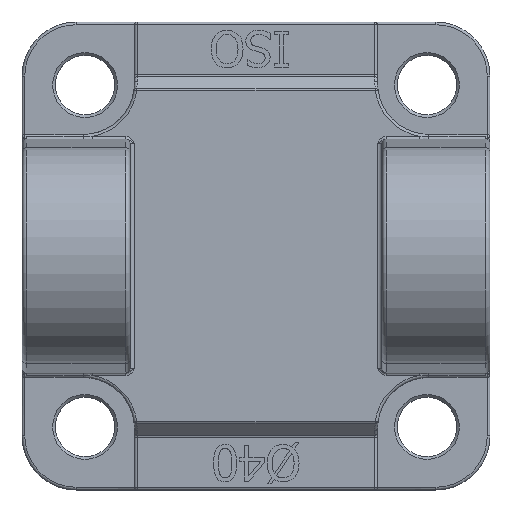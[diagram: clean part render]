
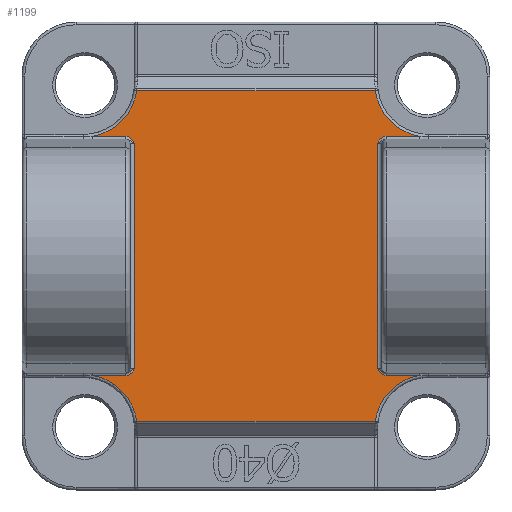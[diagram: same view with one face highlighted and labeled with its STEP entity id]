
A CAD part, top view. The second image highlights one B-rep face of the part: STEP entity #1199.
In plain terms, the highlighted planar face has unit normal (0, 0, 1).
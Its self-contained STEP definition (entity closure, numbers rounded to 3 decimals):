
#812=CARTESIAN_POINT('',(14.469,-13.282,9.0));
#813=VERTEX_POINT('',#812);
#823=CARTESIAN_POINT('',(13.5,-12.53,9.0));
#824=VERTEX_POINT('',#823);
#836=CARTESIAN_POINT('',(13.5,-12.53,9.));
#837=CARTESIAN_POINT('',(13.5,-12.53,9.));
#838=CARTESIAN_POINT('',(13.501,-12.531,9.0));
#839=CARTESIAN_POINT('',(13.578,-12.686,9.));
#840=CARTESIAN_POINT('',(13.709,-12.915,9.));
#841=CARTESIAN_POINT('',(14.039,-13.2,9.));
#842=CARTESIAN_POINT('',(14.296,-13.282,9.));
#843=CARTESIAN_POINT('',(14.469,-13.282,9.0));
#844=B_SPLINE_CURVE_WITH_KNOTS('',3,(#836,#837,#838,#839,#840,#841,#842,#843),.UNSPECIFIED.,.F.,.U.,(4,2,1,1,4),(-0.129,-0.129,-0.077,-0.052,0.0),.UNSPECIFIED.);
#845=EDGE_CURVE('',#824,#813,#844,.T.);
#855=CARTESIAN_POINT('',(18.21,-13.282,9.0));
#856=VERTEX_POINT('',#855);
#873=CARTESIAN_POINT('',(14.469,-13.282,9.0));
#874=DIRECTION('',(1.0,0.0,0.0));
#875=VECTOR('',#874,3.741);
#876=LINE('',#873,#875);
#877=EDGE_CURVE('',#813,#856,#876,.T.);
#1036=CARTESIAN_POINT('',(13.257,-18.376,9.0));
#1037=VERTEX_POINT('',#1036);
#1038=CARTESIAN_POINT('',(19.2,-19.2,9.0));
#1039=DIRECTION('',(0.0,0.0,1.0));
#1040=DIRECTION('',(-0.662,0.749,0.0));
#1041=AXIS2_PLACEMENT_3D('',#1038,#1039,#1040);
#1042=CIRCLE('',#1041,6.0);
#1043=EDGE_CURVE('',#856,#1037,#1042,.T.);
#1065=CARTESIAN_POINT('',(0.,0.,9.0));
#1066=DIRECTION('',(0.0,0.0,1.0));
#1067=DIRECTION('',(1.0,0.0,0.0));
#1068=AXIS2_PLACEMENT_3D('',#1065,#1066,#1067);
#1069=PLANE('',#1068);
#1070=ORIENTED_EDGE('',*,*,#877,.F.);
#1071=ORIENTED_EDGE('',*,*,#845,.F.);
#1072=CARTESIAN_POINT('',(13.5,12.53,9.0));
#1073=VERTEX_POINT('',#1072);
#1074=CARTESIAN_POINT('',(13.5,12.53,9.0));
#1075=DIRECTION('',(0.0,-1.0,0.0));
#1076=VECTOR('',#1075,25.059);
#1077=LINE('',#1074,#1076);
#1078=EDGE_CURVE('',#1073,#824,#1077,.T.);
#1079=ORIENTED_EDGE('',*,*,#1078,.F.);
#1080=CARTESIAN_POINT('',(14.469,13.282,9.0));
#1081=VERTEX_POINT('',#1080);
#1082=CARTESIAN_POINT('',(14.469,13.282,9.0));
#1083=CARTESIAN_POINT('',(14.296,13.282,9.0));
#1084=CARTESIAN_POINT('',(14.039,13.2,9.));
#1085=CARTESIAN_POINT('',(13.709,12.915,9.));
#1086=CARTESIAN_POINT('',(13.578,12.686,9.));
#1087=CARTESIAN_POINT('',(13.501,12.531,9.));
#1088=CARTESIAN_POINT('',(13.5,12.53,9.));
#1089=CARTESIAN_POINT('',(13.5,12.53,9.));
#1090=B_SPLINE_CURVE_WITH_KNOTS('',3,(#1082,#1083,#1084,#1085,#1086,#1087,#1088,#1089),.UNSPECIFIED.,.F.,.U.,(4,1,1,2,4),(-0.129,-0.077,-0.052,0.0,0.),.UNSPECIFIED.);
#1091=EDGE_CURVE('',#1081,#1073,#1090,.T.);
#1092=ORIENTED_EDGE('',*,*,#1091,.F.);
#1093=CARTESIAN_POINT('',(18.21,13.282,9.0));
#1094=VERTEX_POINT('',#1093);
#1095=CARTESIAN_POINT('',(18.21,13.282,9.0));
#1096=DIRECTION('',(-1.0,0.0,0.0));
#1097=VECTOR('',#1096,3.741);
#1098=LINE('',#1095,#1097);
#1099=EDGE_CURVE('',#1094,#1081,#1098,.T.);
#1100=ORIENTED_EDGE('',*,*,#1099,.F.);
#1101=CARTESIAN_POINT('',(13.257,18.376,9.0));
#1102=VERTEX_POINT('',#1101);
#1103=CARTESIAN_POINT('',(19.2,19.2,9.0));
#1104=DIRECTION('',(0.0,0.0,1.0));
#1105=DIRECTION('',(-0.662,-0.749,0.0));
#1106=AXIS2_PLACEMENT_3D('',#1103,#1104,#1105);
#1107=CIRCLE('',#1106,6.);
#1108=EDGE_CURVE('',#1102,#1094,#1107,.T.);
#1109=ORIENTED_EDGE('',*,*,#1108,.F.);
#1110=CARTESIAN_POINT('',(-13.257,18.376,9.0));
#1111=VERTEX_POINT('',#1110);
#1112=CARTESIAN_POINT('',(-13.257,18.376,9.0));
#1113=DIRECTION('',(1.0,0.0,0.0));
#1114=VECTOR('',#1113,26.514);
#1115=LINE('',#1112,#1114);
#1116=EDGE_CURVE('',#1111,#1102,#1115,.T.);
#1117=ORIENTED_EDGE('',*,*,#1116,.F.);
#1118=CARTESIAN_POINT('',(-18.21,13.282,9.0));
#1119=VERTEX_POINT('',#1118);
#1120=CARTESIAN_POINT('',(-19.2,19.2,9.0));
#1121=DIRECTION('',(0.0,0.0,1.0));
#1122=DIRECTION('',(0.662,-0.749,0.0));
#1123=AXIS2_PLACEMENT_3D('',#1120,#1121,#1122);
#1124=CIRCLE('',#1123,6.0);
#1125=EDGE_CURVE('',#1119,#1111,#1124,.T.);
#1126=ORIENTED_EDGE('',*,*,#1125,.F.);
#1127=CARTESIAN_POINT('',(-14.469,13.282,9.0));
#1128=VERTEX_POINT('',#1127);
#1129=CARTESIAN_POINT('',(-14.469,13.282,9.0));
#1130=DIRECTION('',(-1.0,0.0,0.0));
#1131=VECTOR('',#1130,3.741);
#1132=LINE('',#1129,#1131);
#1133=EDGE_CURVE('',#1128,#1119,#1132,.T.);
#1134=ORIENTED_EDGE('',*,*,#1133,.F.);
#1135=CARTESIAN_POINT('',(-13.5,12.53,9.0));
#1136=VERTEX_POINT('',#1135);
#1137=CARTESIAN_POINT('',(-13.5,12.53,9.));
#1138=CARTESIAN_POINT('',(-13.5,12.53,9.));
#1139=CARTESIAN_POINT('',(-13.501,12.531,9.0));
#1140=CARTESIAN_POINT('',(-13.54,12.609,9.));
#1141=CARTESIAN_POINT('',(-13.62,12.762,9.));
#1142=CARTESIAN_POINT('',(-13.775,12.973,9.));
#1143=CARTESIAN_POINT('',(-13.939,13.114,9.));
#1144=CARTESIAN_POINT('',(-14.091,13.199,9.));
#1145=CARTESIAN_POINT('',(-14.211,13.246,9.));
#1146=CARTESIAN_POINT('',(-14.339,13.276,9.0));
#1147=CARTESIAN_POINT('',(-14.426,13.282,9.0));
#1148=CARTESIAN_POINT('',(-14.469,13.282,9.0));
#1149=B_SPLINE_CURVE_WITH_KNOTS('',3,(#1137,#1138,#1139,#1140,#1141,#1142,#1143,#1144,#1145,#1146,#1147,#1148),.UNSPECIFIED.,.F.,.U.,(4,2,1,1,1,1,1,1,4),(-0.129,-0.129,-0.103,-0.077,-0.052,-0.039,-0.026,-0.013,0.0),.UNSPECIFIED.);
#1150=EDGE_CURVE('',#1136,#1128,#1149,.T.);
#1151=ORIENTED_EDGE('',*,*,#1150,.F.);
#1152=CARTESIAN_POINT('',(-13.5,-12.53,9.0));
#1153=VERTEX_POINT('',#1152);
#1154=CARTESIAN_POINT('',(-13.5,-12.53,9.0));
#1155=DIRECTION('',(0.0,1.0,0.0));
#1156=VECTOR('',#1155,25.059);
#1157=LINE('',#1154,#1156);
#1158=EDGE_CURVE('',#1153,#1136,#1157,.T.);
#1159=ORIENTED_EDGE('',*,*,#1158,.F.);
#1160=CARTESIAN_POINT('',(-14.469,-13.282,9.0));
#1161=VERTEX_POINT('',#1160);
#1162=CARTESIAN_POINT('',(-14.469,-13.282,9.));
#1163=CARTESIAN_POINT('',(-14.296,-13.282,9.));
#1164=CARTESIAN_POINT('',(-14.039,-13.2,9.));
#1165=CARTESIAN_POINT('',(-13.709,-12.915,9.));
#1166=CARTESIAN_POINT('',(-13.578,-12.686,9.));
#1167=CARTESIAN_POINT('',(-13.501,-12.531,9.0));
#1168=CARTESIAN_POINT('',(-13.5,-12.53,9.));
#1169=CARTESIAN_POINT('',(-13.5,-12.53,9.));
#1170=B_SPLINE_CURVE_WITH_KNOTS('',3,(#1162,#1163,#1164,#1165,#1166,#1167,#1168,#1169),.UNSPECIFIED.,.F.,.U.,(4,1,1,2,4),(-0.129,-0.077,-0.052,0.0,0.),.UNSPECIFIED.);
#1171=EDGE_CURVE('',#1161,#1153,#1170,.T.);
#1172=ORIENTED_EDGE('',*,*,#1171,.F.);
#1173=CARTESIAN_POINT('',(-18.21,-13.282,9.0));
#1174=VERTEX_POINT('',#1173);
#1175=CARTESIAN_POINT('',(-18.21,-13.282,9.0));
#1176=DIRECTION('',(1.0,0.0,0.0));
#1177=VECTOR('',#1176,3.741);
#1178=LINE('',#1175,#1177);
#1179=EDGE_CURVE('',#1174,#1161,#1178,.T.);
#1180=ORIENTED_EDGE('',*,*,#1179,.F.);
#1181=CARTESIAN_POINT('',(-13.257,-18.376,9.0));
#1182=VERTEX_POINT('',#1181);
#1183=CARTESIAN_POINT('',(-19.2,-19.2,9.0));
#1184=DIRECTION('',(0.0,0.0,1.0));
#1185=DIRECTION('',(0.662,0.749,0.0));
#1186=AXIS2_PLACEMENT_3D('',#1183,#1184,#1185);
#1187=CIRCLE('',#1186,6.);
#1188=EDGE_CURVE('',#1182,#1174,#1187,.T.);
#1189=ORIENTED_EDGE('',*,*,#1188,.F.);
#1190=CARTESIAN_POINT('',(13.257,-18.376,9.0));
#1191=DIRECTION('',(-1.0,0.0,0.0));
#1192=VECTOR('',#1191,26.514);
#1193=LINE('',#1190,#1192);
#1194=EDGE_CURVE('',#1037,#1182,#1193,.T.);
#1195=ORIENTED_EDGE('',*,*,#1194,.F.);
#1196=ORIENTED_EDGE('',*,*,#1043,.F.);
#1197=EDGE_LOOP('',(#1070,#1071,#1079,#1092,#1100,#1109,#1117,#1126,#1134,#1151,#1159,#1172,#1180,#1189,#1195,#1196));
#1198=FACE_OUTER_BOUND('',#1197,.T.);
#1199=ADVANCED_FACE('',(#1198),#1069,.T.);
